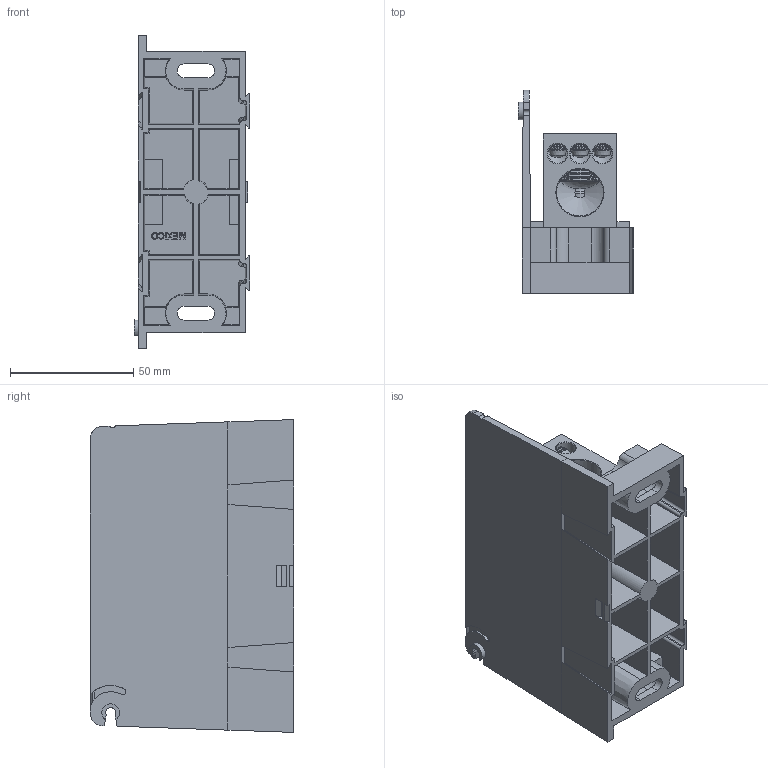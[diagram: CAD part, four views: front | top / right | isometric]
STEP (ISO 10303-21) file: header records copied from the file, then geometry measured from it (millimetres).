
FILE_DESCRIPTION (( 'STEP AP214' ), '1' );
FILE_NAME ('701904rev-ADDER.STEP', '2014-01-10T20:56:26', ( '' ), ( '' ), 'SwSTEP 2.0', 'SolidWorks 2013', '' );
FILE_SCHEMA (( 'AUTOMOTIVE_DESIGN' ));
Length unit declared in the file: inch
Products named in the file (1): 701904rev-ADDER
Bounding box: 46.93 x 82.55 x 127.01 mm (x, y, z)
Volume: 131603.2 mm3; surface area: 77113.6 mm2
Topology: 8 solids, 8 shells, 612 faces, 1625 edges, 1048 vertices
Faces by surface type: plane 259, cone 168, cylinder 152, bspline 24, sphere 6, torus 3
Full cylindrical faces by diameter (mm): 4.928 x1, 6.909 x4, 7.009 x12, 7.925 x12, 10.795 x1, 12.7 x1, 15.875 x1, 15.991 x11, 17.475 x9, 19.05 x2, 22.225 x1
Entity records: 33024 total; most frequent: CARTESIAN_POINT 11626, ORIENTED_EDGE 2726, DIRECTION 2499, EDGE_CURVE 1363, VERTEX_POINT 950, AXIS2_PLACEMENT_3D 881, EDGE_LOOP 813, VECTOR 737
